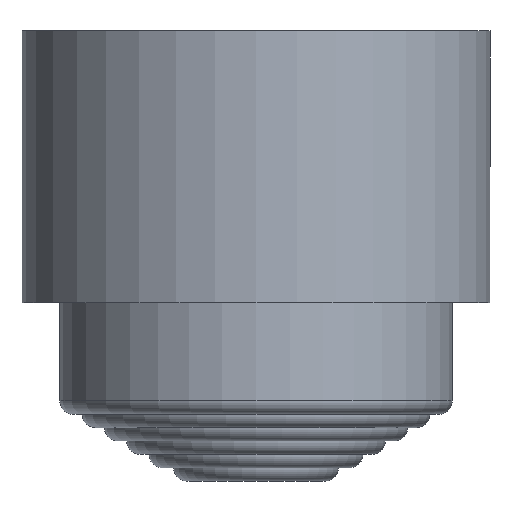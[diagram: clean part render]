
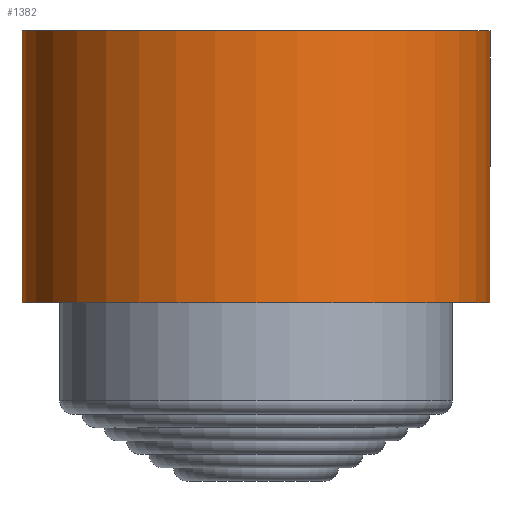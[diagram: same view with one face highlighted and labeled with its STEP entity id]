
A CAD part, front view. The second image highlights one B-rep face of the part: STEP entity #1382.
In plain terms, the highlighted cylindrical face has radius 26.25 mm (diameter 52.5 mm), a partial arc.
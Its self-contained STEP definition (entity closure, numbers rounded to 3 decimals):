
#125 = CARTESIAN_POINT ( 'NONE',  ( -101.25, 297.5, 0.5 ) ) ;
#130 = CARTESIAN_POINT ( 'NONE',  ( -75., 297.5, 0. ) ) ;
#150 = DIRECTION ( 'NONE',  ( -1., 0., 0. ) ) ;
#177 = VERTEX_POINT ( 'NONE', #4980 ) ;
#374 = EDGE_CURVE ( 'NONE', #177, #1854, #3984, .T. ) ;
#582 = DIRECTION ( 'NONE',  ( 1., 0., 0. ) ) ;
#938 = CARTESIAN_POINT ( 'NONE',  ( -48.75, 297.5, 30.5 ) ) ;
#973 = CIRCLE ( 'NONE', #4740, 26.25 ) ;
#1128 = DIRECTION ( 'NONE',  ( 0., 0., -1. ) ) ;
#1382 = ADVANCED_FACE ( 'NONE', ( #3615 ), #4072, .T. ) ;
#1508 = DIRECTION ( 'NONE',  ( 0., 0., -1. ) ) ;
#1814 = VECTOR ( 'NONE', #1846, 1000. ) ;
#1846 = DIRECTION ( 'NONE',  ( 0., 0., -1. ) ) ;
#1854 = VERTEX_POINT ( 'NONE', #938 ) ;
#1926 = VECTOR ( 'NONE', #1508, 1000. ) ;
#2176 = EDGE_CURVE ( 'NONE', #2247, #4149, #973, .T. ) ;
#2247 = VERTEX_POINT ( 'NONE', #4057 ) ;
#2455 = ORIENTED_EDGE ( 'NONE', *, *, #2176, .T. ) ;
#2492 = LINE ( 'NONE', #6340, #1814 ) ;
#3116 = DIRECTION ( 'NONE',  ( 0., 0., 1. ) ) ;
#3615 = FACE_OUTER_BOUND ( 'NONE', #4502, .T. ) ;
#3984 = CIRCLE ( 'NONE', #5670, 26.25 ) ;
#4057 = CARTESIAN_POINT ( 'NONE',  ( -101.25, 297.5, 0. ) ) ;
#4072 = CYLINDRICAL_SURFACE ( 'NONE', #5467, 26.25 ) ;
#4149 = VERTEX_POINT ( 'NONE', #6085 ) ;
#4157 = DIRECTION ( 'NONE',  ( 1., 0., 0. ) ) ;
#4502 = EDGE_LOOP ( 'NONE', ( #6362, #6290, #5398, #2455 ) ) ;
#4740 = AXIS2_PLACEMENT_3D ( 'NONE', #130, #3116, #4157 ) ;
#4980 = CARTESIAN_POINT ( 'NONE',  ( -101.25, 297.5, 30.5 ) ) ;
#5075 = DIRECTION ( 'NONE',  ( 0., 0., 1. ) ) ;
#5398 = ORIENTED_EDGE ( 'NONE', *, *, #6260, .T. ) ;
#5467 = AXIS2_PLACEMENT_3D ( 'NONE', #5624, #1128, #150 ) ;
#5624 = CARTESIAN_POINT ( 'NONE',  ( -75., 297.5, 0.5 ) ) ;
#5634 = LINE ( 'NONE', #125, #1926 ) ;
#5670 = AXIS2_PLACEMENT_3D ( 'NONE', #6064, #5075, #582 ) ;
#6064 = CARTESIAN_POINT ( 'NONE',  ( -75., 297.5, 30.5 ) ) ;
#6085 = CARTESIAN_POINT ( 'NONE',  ( -48.75, 297.5, 0. ) ) ;
#6217 = EDGE_CURVE ( 'NONE', #1854, #4149, #2492, .T. ) ;
#6260 = EDGE_CURVE ( 'NONE', #177, #2247, #5634, .T. ) ;
#6290 = ORIENTED_EDGE ( 'NONE', *, *, #374, .F. ) ;
#6340 = CARTESIAN_POINT ( 'NONE',  ( -48.75, 297.5, 0.5 ) ) ;
#6362 = ORIENTED_EDGE ( 'NONE', *, *, #6217, .F. ) ;
